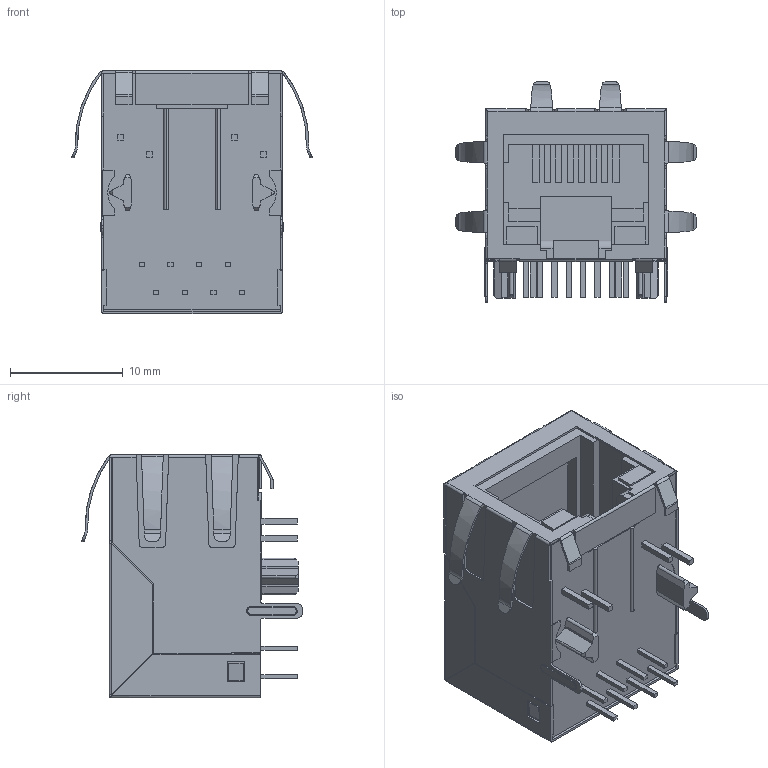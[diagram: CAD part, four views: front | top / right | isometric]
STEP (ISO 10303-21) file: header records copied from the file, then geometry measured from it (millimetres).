
FILE_DESCRIPTION (( 'STEP AP214' ), '1' );
FILE_NAME ('J0026D21FNL.STEP', '2017-02-03T08:25:10', ( '' ), ( '' ), 'SwSTEP 2.0', 'SolidWorks 2012', '' );
FILE_SCHEMA (( 'AUTOMOTIVE_DESIGN' ));
Length unit declared in the file: millimetre
Products named in the file (1): J0026D21FNL
Bounding box: 21.38 x 19.59 x 21.58 mm (x, y, z)
Volume: 1783.5 mm3; surface area: 3852.8 mm2
Topology: 1 solids, 1 shells, 568 faces, 1591 edges, 1028 vertices
Faces by surface type: plane 420, cylinder 136, bspline 12
Entity records: 24285 total; most frequent: CARTESIAN_POINT 4045, ORIENTED_EDGE 3182, DIRECTION 2722, EDGE_CURVE 1591, LINE 1284, VECTOR 1284, VERTEX_POINT 1028, AXIS2_PLACEMENT_3D 719
